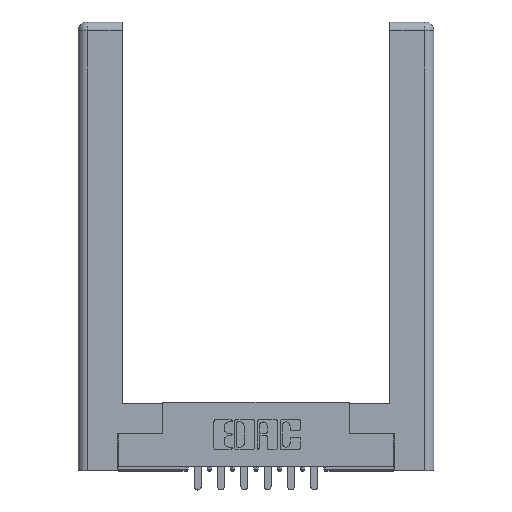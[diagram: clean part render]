
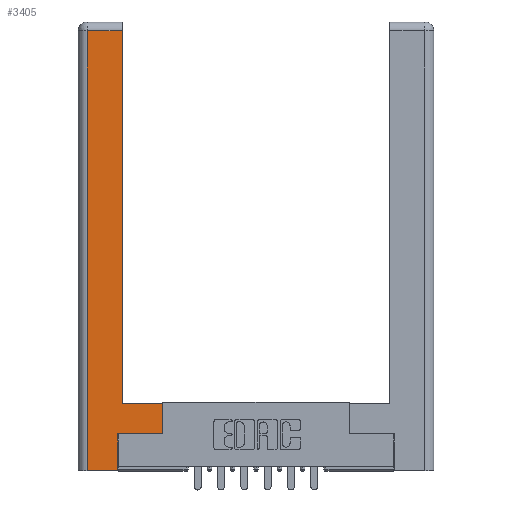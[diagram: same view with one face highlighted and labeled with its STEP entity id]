
A CAD part, top view. The second image highlights one B-rep face of the part: STEP entity #3405.
In plain terms, the highlighted planar face has unit normal (0, 0, 1).
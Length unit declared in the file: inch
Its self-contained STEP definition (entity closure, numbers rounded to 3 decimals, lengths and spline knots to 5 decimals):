
#274 = CARTESIAN_POINT ( 'NONE',  ( 0.295, 3., 0. ) ) ;
#359 = LINE ( 'NONE', #274, #2485 ) ;
#375 = VECTOR ( 'NONE', #1812, 39.37008 ) ;
#907 = EDGE_CURVE ( 'NONE', #11726, #2389, #1372, .T. ) ;
#1037 = CARTESIAN_POINT ( 'NONE',  ( 0.265, 0.245, 0. ) ) ;
#1188 = LINE ( 'NONE', #12243, #375 ) ;
#1321 = CARTESIAN_POINT ( 'NONE',  ( 0.0615, 0., 0. ) ) ;
#1372 = LINE ( 'NONE', #1321, #4295 ) ;
#1473 = CARTESIAN_POINT ( 'NONE',  ( 0.295, 0.45, 0. ) ) ;
#1697 = VECTOR ( 'NONE', #9609, 39.37008 ) ;
#1812 = DIRECTION ( 'NONE',  ( 0., 1., 0. ) ) ;
#2048 = EDGE_CURVE ( 'NONE', #10095, #11726, #10272, .T. ) ;
#2223 = CARTESIAN_POINT ( 'NONE',  ( 0.0615, 2.94, 0. ) ) ;
#2364 = CARTESIAN_POINT ( 'NONE',  ( 0.565, 0.45, 0. ) ) ;
#2379 = DIRECTION ( 'NONE',  ( 0., -1., 0. ) ) ;
#2385 = CARTESIAN_POINT ( 'NONE',  ( 0.265, 0.245, 0. ) ) ;
#2389 = VERTEX_POINT ( 'NONE', #12030 ) ;
#2485 = VECTOR ( 'NONE', #9603, 39.37008 ) ;
#2859 = ORIENTED_EDGE ( 'NONE', *, *, #2048, .T. ) ;
#2993 = ORIENTED_EDGE ( 'NONE', *, *, #5513, .T. ) ;
#3397 = VERTEX_POINT ( 'NONE', #2385 ) ;
#3405 = ADVANCED_FACE ( 'NONE', ( #6447 ), #12827, .F. ) ;
#3420 = LINE ( 'NONE', #6878, #10710 ) ;
#3527 = VERTEX_POINT ( 'NONE', #5950 ) ;
#4156 = CARTESIAN_POINT ( 'NONE',  ( 0.565, 0.245, 0. ) ) ;
#4295 = VECTOR ( 'NONE', #2379, 39.37008 ) ;
#4415 = ORIENTED_EDGE ( 'NONE', *, *, #10954, .T. ) ;
#4556 = EDGE_CURVE ( 'NONE', #2389, #4729, #8644, .T. ) ;
#4729 = VERTEX_POINT ( 'NONE', #11942 ) ;
#5007 = ORIENTED_EDGE ( 'NONE', *, *, #907, .T. ) ;
#5170 = DIRECTION ( 'NONE',  ( -1., 0., 0. ) ) ;
#5513 = EDGE_CURVE ( 'NONE', #3527, #10095, #359, .T. ) ;
#5548 = CARTESIAN_POINT ( 'NONE',  ( 0., 0., 0. ) ) ;
#5950 = CARTESIAN_POINT ( 'NONE',  ( 0.295, 0.45, 0. ) ) ;
#6019 = LINE ( 'NONE', #1037, #13139 ) ;
#6195 = DIRECTION ( 'NONE',  ( 0., 1., 0. ) ) ;
#6227 = VERTEX_POINT ( 'NONE', #4156 ) ;
#6293 = AXIS2_PLACEMENT_3D ( 'NONE', #5548, #9569, #6599 ) ;
#6359 = EDGE_CURVE ( 'NONE', #4729, #3397, #6019, .T. ) ;
#6447 = FACE_OUTER_BOUND ( 'NONE', #6727, .T. ) ;
#6554 = CARTESIAN_POINT ( 'NONE',  ( 0.265, 0., 0. ) ) ;
#6599 = DIRECTION ( 'NONE',  ( -1., 0., 0. ) ) ;
#6727 = EDGE_LOOP ( 'NONE', ( #2993, #2859, #5007, #10570, #8655, #7044, #4415, #13362 ) ) ;
#6878 = CARTESIAN_POINT ( 'NONE',  ( 0.565, 0.245, 0. ) ) ;
#6946 = EDGE_CURVE ( 'NONE', #7731, #3527, #10386, .T. ) ;
#7044 = ORIENTED_EDGE ( 'NONE', *, *, #13380, .T. ) ;
#7731 = VERTEX_POINT ( 'NONE', #2364 ) ;
#8384 = CARTESIAN_POINT ( 'NONE',  ( 0.295, 2.94, 0. ) ) ;
#8394 = CARTESIAN_POINT ( 'NONE',  ( 0.0615, 2.94, 0. ) ) ;
#8644 = LINE ( 'NONE', #6554, #1697 ) ;
#8655 = ORIENTED_EDGE ( 'NONE', *, *, #6359, .T. ) ;
#9569 = DIRECTION ( 'NONE',  ( 0., 0., -1. ) ) ;
#9603 = DIRECTION ( 'NONE',  ( 0., 1., 0. ) ) ;
#9609 = DIRECTION ( 'NONE',  ( 1., 0., 0. ) ) ;
#9909 = VECTOR ( 'NONE', #12042, 39.37008 ) ;
#10095 = VERTEX_POINT ( 'NONE', #8384 ) ;
#10262 = DIRECTION ( 'NONE',  ( 1., 0., 0. ) ) ;
#10272 = LINE ( 'NONE', #2223, #12012 ) ;
#10386 = LINE ( 'NONE', #1473, #9909 ) ;
#10570 = ORIENTED_EDGE ( 'NONE', *, *, #4556, .T. ) ;
#10710 = VECTOR ( 'NONE', #10262, 39.37008 ) ;
#10954 = EDGE_CURVE ( 'NONE', #6227, #7731, #1188, .T. ) ;
#11726 = VERTEX_POINT ( 'NONE', #8394 ) ;
#11942 = CARTESIAN_POINT ( 'NONE',  ( 0.265, 0., 0. ) ) ;
#12012 = VECTOR ( 'NONE', #5170, 39.37008 ) ;
#12030 = CARTESIAN_POINT ( 'NONE',  ( 0.0615, 0., 0. ) ) ;
#12042 = DIRECTION ( 'NONE',  ( -1., 0., 0. ) ) ;
#12243 = CARTESIAN_POINT ( 'NONE',  ( 0.565, 0.45, 0. ) ) ;
#12827 = PLANE ( 'NONE',  #6293 ) ;
#13139 = VECTOR ( 'NONE', #6195, 39.37008 ) ;
#13362 = ORIENTED_EDGE ( 'NONE', *, *, #6946, .T. ) ;
#13380 = EDGE_CURVE ( 'NONE', #3397, #6227, #3420, .T. ) ;
